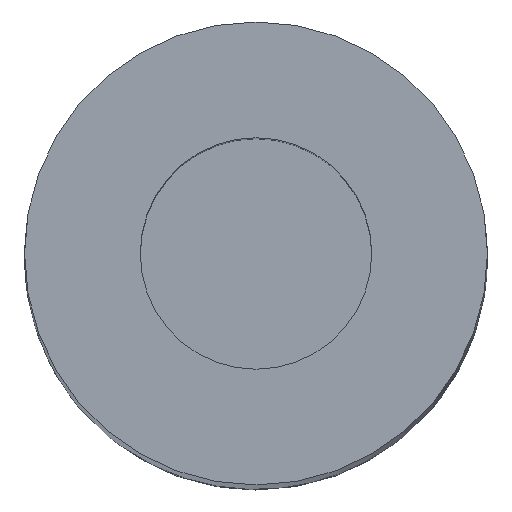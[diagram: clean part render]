
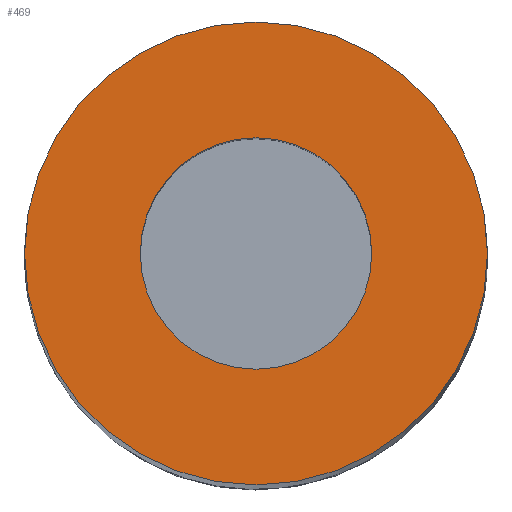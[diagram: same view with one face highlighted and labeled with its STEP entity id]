
A CAD part, top view. The second image highlights one B-rep face of the part: STEP entity #469.
In plain terms, the highlighted planar face has unit normal (0, 0, 1).
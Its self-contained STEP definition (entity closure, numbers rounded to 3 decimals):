
#15 = CARTESIAN_POINT ( 'NONE',  ( 0., 0., 100. ) ) ;
#36 = DIRECTION ( 'NONE',  ( 1., 0., 0. ) ) ;
#47 = DIRECTION ( 'NONE',  ( 0., 0., 1. ) ) ;
#52 = AXIS2_PLACEMENT_3D ( 'NONE', #454, #47, #519 ) ;
#58 = EDGE_CURVE ( 'NONE', #73, #402, #148, .T. ) ;
#70 = DIRECTION ( 'NONE',  ( 0., 0., 1. ) ) ;
#73 = VERTEX_POINT ( 'NONE', #468 ) ;
#74 = PLANE ( 'NONE',  #450 ) ;
#80 = CARTESIAN_POINT ( 'NONE',  ( 0., 0., 100. ) ) ;
#90 = DIRECTION ( 'NONE',  ( 0., 0., 1. ) ) ;
#148 = CIRCLE ( 'NONE', #52, 8. ) ;
#163 = CARTESIAN_POINT ( 'NONE',  ( -4., 0., 100. ) ) ;
#185 = FACE_BOUND ( 'NONE', #253, .T. ) ;
#200 = ORIENTED_EDGE ( 'NONE', *, *, #241, .F. ) ;
#232 = CIRCLE ( 'NONE', #601, 4. ) ;
#241 = EDGE_CURVE ( 'NONE', #256, #649, #232, .T. ) ;
#252 = AXIS2_PLACEMENT_3D ( 'NONE', #511, #90, #36 ) ;
#253 = EDGE_LOOP ( 'NONE', ( #365, #200 ) ) ;
#256 = VERTEX_POINT ( 'NONE', #163 ) ;
#281 = DIRECTION ( 'NONE',  ( 1., 0., 0. ) ) ;
#306 = ORIENTED_EDGE ( 'NONE', *, *, #58, .T. ) ;
#307 = DIRECTION ( 'NONE',  ( 1., 0., 0. ) ) ;
#365 = ORIENTED_EDGE ( 'NONE', *, *, #668, .F. ) ;
#386 = DIRECTION ( 'NONE',  ( 1., 0., 0. ) ) ;
#402 = VERTEX_POINT ( 'NONE', #493 ) ;
#422 = CIRCLE ( 'NONE', #494, 8. ) ;
#437 = EDGE_CURVE ( 'NONE', #402, #73, #422, .T. ) ;
#450 = AXIS2_PLACEMENT_3D ( 'NONE', #80, #70, #386 ) ;
#454 = CARTESIAN_POINT ( 'NONE',  ( 0., 0., 100. ) ) ;
#468 = CARTESIAN_POINT ( 'NONE',  ( 8., 0., 100. ) ) ;
#469 = ADVANCED_FACE ( 'NONE', ( #185, #543 ), #74, .T. ) ;
#493 = CARTESIAN_POINT ( 'NONE',  ( -8., 0., 100. ) ) ;
#494 = AXIS2_PLACEMENT_3D ( 'NONE', #15, #497, #281 ) ;
#497 = DIRECTION ( 'NONE',  ( 0., 0., 1. ) ) ;
#505 = CARTESIAN_POINT ( 'NONE',  ( 4., 0., 100. ) ) ;
#511 = CARTESIAN_POINT ( 'NONE',  ( 0., 0., 100. ) ) ;
#519 = DIRECTION ( 'NONE',  ( 1., 0., 0. ) ) ;
#543 = FACE_OUTER_BOUND ( 'NONE', #610, .T. ) ;
#554 = CIRCLE ( 'NONE', #252, 4. ) ;
#575 = CARTESIAN_POINT ( 'NONE',  ( 0., 0., 100. ) ) ;
#599 = ORIENTED_EDGE ( 'NONE', *, *, #437, .T. ) ;
#601 = AXIS2_PLACEMENT_3D ( 'NONE', #575, #633, #307 ) ;
#610 = EDGE_LOOP ( 'NONE', ( #599, #306 ) ) ;
#633 = DIRECTION ( 'NONE',  ( 0., 0., 1. ) ) ;
#649 = VERTEX_POINT ( 'NONE', #505 ) ;
#668 = EDGE_CURVE ( 'NONE', #649, #256, #554, .T. ) ;
